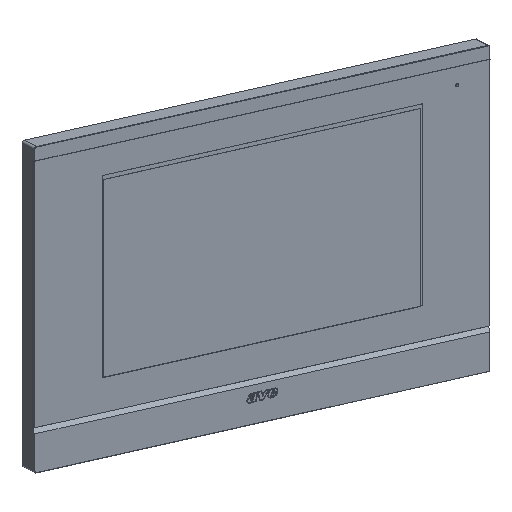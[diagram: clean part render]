
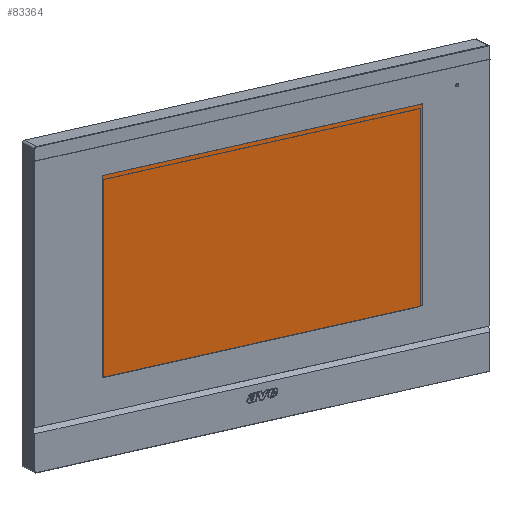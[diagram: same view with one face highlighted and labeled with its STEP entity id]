
A CAD part, top view. The second image highlights one B-rep face of the part: STEP entity #83364.
In plain terms, the highlighted face is planar.
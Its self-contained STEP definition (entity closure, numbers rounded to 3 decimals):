
#83266=CARTESIAN_POINT('Vertex',(-77.3,-0.45,35.3)) ;
#83269=CARTESIAN_POINT('Line Origine',(0.,-0.45,35.3)) ;
#83273=CARTESIAN_POINT('Vertex',(77.3,-0.45,35.3)) ;
#83293=CARTESIAN_POINT('Line Origine',(77.3,-0.45,-8.)) ;
#83297=CARTESIAN_POINT('Vertex',(77.3,-0.45,-51.3)) ;
#83317=CARTESIAN_POINT('Line Origine',(0.,-0.45,-51.3)) ;
#83321=CARTESIAN_POINT('Vertex',(-77.3,-0.45,-51.3)) ;
#83341=CARTESIAN_POINT('Line Origine',(-77.3,-0.45,-8.)) ;
#83353=CARTESIAN_POINT('Axis2P3D Location',(-77.3,-0.45,35.3)) ;
#83270=DIRECTION('Vector Direction',(1.,0.,0.)) ;
#83294=DIRECTION('Vector Direction',(0.,0.,-1.)) ;
#83318=DIRECTION('Vector Direction',(-1.,0.,0.)) ;
#83342=DIRECTION('Vector Direction',(0.,0.,1.)) ;
#83354=DIRECTION('Axis2P3D Direction',(-0.,-1.,-0.)) ;
#83355=DIRECTION('Axis2P3D XDirection',(-1.,0.,0.)) ;
#83356=AXIS2_PLACEMENT_3D('Plane Axis2P3D',#83353,#83354,#83355) ;
#83359=ORIENTED_EDGE('',*,*,#83299,.F.) ;
#83360=ORIENTED_EDGE('',*,*,#83275,.F.) ;
#83361=ORIENTED_EDGE('',*,*,#83345,.F.) ;
#83362=ORIENTED_EDGE('',*,*,#83323,.F.) ;
#83271=VECTOR('Line Direction',#83270,1.) ;
#83295=VECTOR('Line Direction',#83294,1.) ;
#83319=VECTOR('Line Direction',#83318,1.) ;
#83343=VECTOR('Line Direction',#83342,1.) ;
#83364=ADVANCED_FACE('30\\29\\28\\MANIFOLD_SOLID_BREP #66653',(#83363),#83357,.T.) ;
#83275=EDGE_CURVE('',#83267,#83274,#83272,.T.) ;
#83299=EDGE_CURVE('',#83274,#83298,#83296,.T.) ;
#83323=EDGE_CURVE('',#83298,#83322,#83320,.T.) ;
#83345=EDGE_CURVE('',#83322,#83267,#83344,.T.) ;
#83358=EDGE_LOOP('',(#83359,#83360,#83361,#83362)) ;
#83363=FACE_OUTER_BOUND('',#83358,.T.) ;
#83272=LINE('Line',#83269,#83271) ;
#83296=LINE('Line',#83293,#83295) ;
#83320=LINE('Line',#83317,#83319) ;
#83344=LINE('Line',#83341,#83343) ;
#83357=PLANE('',#83356) ;
#83267=VERTEX_POINT('',#83266) ;
#83274=VERTEX_POINT('',#83273) ;
#83298=VERTEX_POINT('',#83297) ;
#83322=VERTEX_POINT('',#83321) ;
